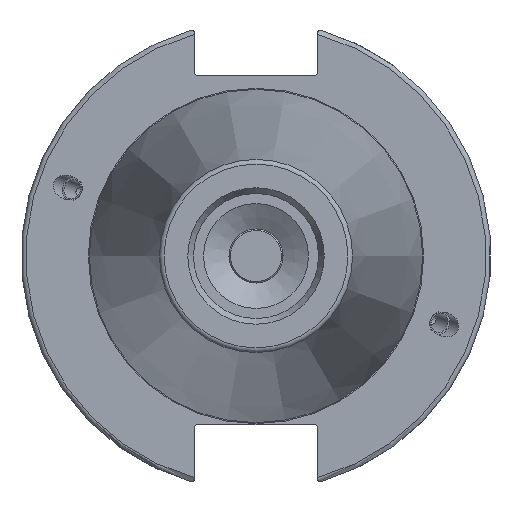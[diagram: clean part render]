
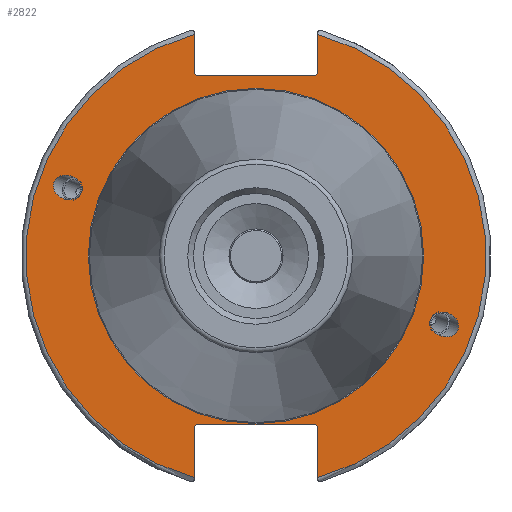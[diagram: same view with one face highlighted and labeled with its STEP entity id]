
A CAD part, left-side view. The second image highlights one B-rep face of the part: STEP entity #2822.
In plain terms, the highlighted planar face has unit normal (-1, 0, 0).
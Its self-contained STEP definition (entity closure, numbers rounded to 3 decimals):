
#476=ELLIPSE('',#3139,3.052,2.5);
#477=ELLIPSE('',#3173,3.052,2.5);
#596=FACE_BOUND('',#955,.T.);
#597=FACE_BOUND('',#956,.T.);
#598=FACE_BOUND('',#957,.T.);
#661=CIRCLE('',#3177,35.125);
#663=CIRCLE('',#3180,48.213);
#664=CIRCLE('',#3181,48.213);
#796=FACE_OUTER_BOUND('',#954,.T.);
#954=EDGE_LOOP('',(#2237,#2238,#2239,#2240,#2241,#2242,#2243,#2244,#2245,
#2246,#2247,#2248));
#955=EDGE_LOOP('',(#2249));
#956=EDGE_LOOP('',(#2250));
#957=EDGE_LOOP('',(#2251));
#1113=LINE('',#4931,#1279);
#1114=LINE('',#4933,#1280);
#1115=LINE('',#4935,#1281);
#1116=LINE('',#4937,#1282);
#1117=LINE('',#4939,#1283);
#1118=LINE('',#4943,#1284);
#1119=LINE('',#4945,#1285);
#1120=LINE('',#4947,#1286);
#1121=LINE('',#4949,#1287);
#1122=LINE('',#4950,#1288);
#1279=VECTOR('',#3677,10.);
#1280=VECTOR('',#3678,10.);
#1281=VECTOR('',#3679,10.);
#1282=VECTOR('',#3680,10.);
#1283=VECTOR('',#3681,10.);
#1284=VECTOR('',#3684,10.);
#1285=VECTOR('',#3685,10.);
#1286=VECTOR('',#3686,10.);
#1287=VECTOR('',#3687,10.);
#1288=VECTOR('',#3688,10.);
#1457=VERTEX_POINT('',#4703);
#1493=VERTEX_POINT('',#4915);
#1496=VERTEX_POINT('',#4922);
#1497=VERTEX_POINT('',#4927);
#1498=VERTEX_POINT('',#4928);
#1499=VERTEX_POINT('',#4930);
#1500=VERTEX_POINT('',#4932);
#1501=VERTEX_POINT('',#4934);
#1502=VERTEX_POINT('',#4936);
#1503=VERTEX_POINT('',#4938);
#1504=VERTEX_POINT('',#4940);
#1505=VERTEX_POINT('',#4942);
#1506=VERTEX_POINT('',#4944);
#1507=VERTEX_POINT('',#4946);
#1508=VERTEX_POINT('',#4948);
#1721=EDGE_CURVE('',#1457,#1457,#476,.T.);
#1769=EDGE_CURVE('',#1493,#1493,#477,.T.);
#1772=EDGE_CURVE('',#1496,#1496,#661,.T.);
#1774=EDGE_CURVE('',#1497,#1498,#663,.T.);
#1775=EDGE_CURVE('',#1497,#1499,#1113,.T.);
#1776=EDGE_CURVE('',#1500,#1499,#1114,.T.);
#1777=EDGE_CURVE('',#1500,#1501,#1115,.T.);
#1778=EDGE_CURVE('',#1502,#1501,#1116,.T.);
#1779=EDGE_CURVE('',#1502,#1503,#1117,.T.);
#1780=EDGE_CURVE('',#1504,#1503,#664,.T.);
#1781=EDGE_CURVE('',#1504,#1505,#1118,.T.);
#1782=EDGE_CURVE('',#1506,#1505,#1119,.T.);
#1783=EDGE_CURVE('',#1506,#1507,#1120,.T.);
#1784=EDGE_CURVE('',#1508,#1507,#1121,.T.);
#1785=EDGE_CURVE('',#1508,#1498,#1122,.T.);
#2237=ORIENTED_EDGE('',*,*,#1774,.F.);
#2238=ORIENTED_EDGE('',*,*,#1775,.T.);
#2239=ORIENTED_EDGE('',*,*,#1776,.F.);
#2240=ORIENTED_EDGE('',*,*,#1777,.T.);
#2241=ORIENTED_EDGE('',*,*,#1778,.F.);
#2242=ORIENTED_EDGE('',*,*,#1779,.T.);
#2243=ORIENTED_EDGE('',*,*,#1780,.F.);
#2244=ORIENTED_EDGE('',*,*,#1781,.T.);
#2245=ORIENTED_EDGE('',*,*,#1782,.F.);
#2246=ORIENTED_EDGE('',*,*,#1783,.T.);
#2247=ORIENTED_EDGE('',*,*,#1784,.F.);
#2248=ORIENTED_EDGE('',*,*,#1785,.T.);
#2249=ORIENTED_EDGE('',*,*,#1721,.T.);
#2250=ORIENTED_EDGE('',*,*,#1769,.T.);
#2251=ORIENTED_EDGE('',*,*,#1772,.F.);
#2716=PLANE('',#3179);
#2822=ADVANCED_FACE('',(#796,#596,#597,#598),#2716,.T.);
#3139=AXIS2_PLACEMENT_3D('',#4705,#3578,#3579);
#3173=AXIS2_PLACEMENT_3D('',#4917,#3661,#3662);
#3177=AXIS2_PLACEMENT_3D('',#4924,#3669,#3670);
#3179=AXIS2_PLACEMENT_3D('',#4926,#3673,#3674);
#3180=AXIS2_PLACEMENT_3D('',#4929,#3675,#3676);
#3181=AXIS2_PLACEMENT_3D('',#4941,#3682,#3683);
#3578=DIRECTION('center_axis',(1.,0.,0.));
#3579=DIRECTION('ref_axis',(0.,-0.94,-0.342));
#3661=DIRECTION('center_axis',(1.,0.,0.));
#3662=DIRECTION('ref_axis',(0.,0.94,0.342));
#3669=DIRECTION('center_axis',(-1.,0.,0.));
#3670=DIRECTION('ref_axis',(0.,-1.,0.));
#3673=DIRECTION('center_axis',(-1.,0.,0.));
#3674=DIRECTION('ref_axis',(0.,0.,1.));
#3675=DIRECTION('center_axis',(1.,0.,0.));
#3676=DIRECTION('ref_axis',(0.,-1.,0.));
#3677=DIRECTION('',(0.,0.,-1.));
#3678=DIRECTION('',(0.,-0.707,0.707));
#3679=DIRECTION('',(0.,1.,0.));
#3680=DIRECTION('',(0.,-0.707,-0.707));
#3681=DIRECTION('',(0.,0.,1.));
#3682=DIRECTION('center_axis',(1.,0.,0.));
#3683=DIRECTION('ref_axis',(0.,1.,0.));
#3684=DIRECTION('',(0.,0.,1.));
#3685=DIRECTION('',(0.,0.707,-0.707));
#3686=DIRECTION('',(0.,-1.,0.));
#3687=DIRECTION('',(0.,0.707,0.707));
#3688=DIRECTION('',(0.,0.,-1.));
#4703=CARTESIAN_POINT('',(3.175,-36.599,-13.321));
#4705=CARTESIAN_POINT('Origin',(3.175,-39.467,-14.365));
#4915=CARTESIAN_POINT('',(3.175,36.599,13.321));
#4917=CARTESIAN_POINT('Origin',(3.175,39.467,14.365));
#4922=CARTESIAN_POINT('',(3.175,0.,35.125));
#4924=CARTESIAN_POINT('Origin',(3.175,0.,0.));
#4926=CARTESIAN_POINT('Origin',(3.175,49.213,0.));
#4927=CARTESIAN_POINT('',(3.175,-12.95,46.441));
#4928=CARTESIAN_POINT('',(3.175,-12.95,-46.441));
#4929=CARTESIAN_POINT('Origin',(3.175,0.,0.));
#4930=CARTESIAN_POINT('',(3.175,-12.95,38.219));
#4931=CARTESIAN_POINT('',(3.175,-12.95,18.86));
#4932=CARTESIAN_POINT('',(3.175,-12.45,37.719));
#4933=CARTESIAN_POINT('',(3.175,12.27,12.999));
#4934=CARTESIAN_POINT('',(3.175,12.45,37.719));
#4935=CARTESIAN_POINT('',(3.175,24.606,37.719));
#4936=CARTESIAN_POINT('',(3.175,12.95,38.219));
#4937=CARTESIAN_POINT('',(3.175,12.336,37.605));
#4938=CARTESIAN_POINT('',(3.175,12.95,46.441));
#4939=CARTESIAN_POINT('',(3.175,12.95,18.86));
#4940=CARTESIAN_POINT('',(3.175,12.95,-46.441));
#4941=CARTESIAN_POINT('Origin',(3.175,0.,0.));
#4942=CARTESIAN_POINT('',(3.175,12.95,-35.806));
#4943=CARTESIAN_POINT('',(3.175,12.95,-17.653));
#4944=CARTESIAN_POINT('',(3.175,12.45,-35.306));
#4945=CARTESIAN_POINT('',(3.175,12.939,-35.795));
#4946=CARTESIAN_POINT('',(3.175,-12.45,-35.306));
#4947=CARTESIAN_POINT('',(3.175,24.606,-35.306));
#4948=CARTESIAN_POINT('',(3.175,-12.95,-35.806));
#4949=CARTESIAN_POINT('',(3.175,11.667,-11.189));
#4950=CARTESIAN_POINT('',(3.175,-12.95,-17.653));
